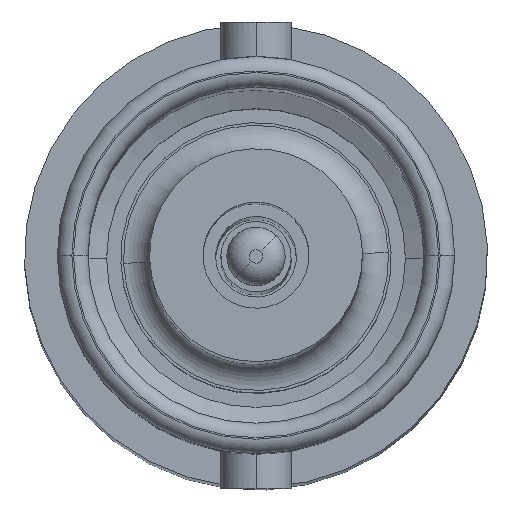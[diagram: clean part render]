
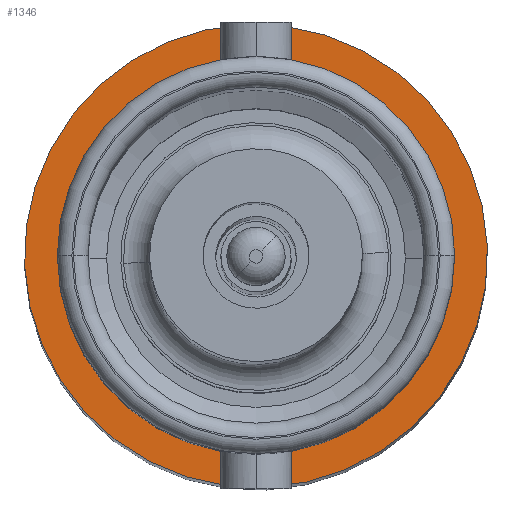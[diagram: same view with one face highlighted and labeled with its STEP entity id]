
A CAD part, top view. The second image highlights one B-rep face of the part: STEP entity #1346.
In plain terms, the highlighted planar face has unit normal (0, 0, 1).
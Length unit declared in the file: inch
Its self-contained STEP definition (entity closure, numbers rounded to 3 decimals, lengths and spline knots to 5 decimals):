
#104 = ORIENTED_EDGE ( 'NONE', *, *, #662, .T. ) ;
#106 = ORIENTED_EDGE ( 'NONE', *, *, #687, .T. ) ;
#218 = DIRECTION ( 'NONE',  ( 1., 0., 0. ) ) ;
#220 = DIRECTION ( 'NONE',  ( 0., 0., 1. ) ) ;
#221 = CARTESIAN_POINT ( 'NONE',  ( 0., 0., 1.74 ) ) ;
#559 = CARTESIAN_POINT ( 'NONE',  ( 0., 0., 1.74 ) ) ;
#560 = DIRECTION ( 'NONE',  ( 0., 0., 1. ) ) ;
#561 = DIRECTION ( 'NONE',  ( 1., 0., 0. ) ) ;
#633 = EDGE_CURVE ( 'NONE', #1550, #1448, #1831, .T. ) ;
#662 = EDGE_CURVE ( 'NONE', #1447, #1476, #1857, .T. ) ;
#687 = EDGE_CURVE ( 'NONE', #1476, #1447, #2484, .T. ) ;
#858 = AXIS2_PLACEMENT_3D ( 'NONE', #559, #560, #561 ) ;
#860 = CIRCLE ( 'NONE', #858, 0.266 ) ;
#986 = FACE_BOUND ( 'NONE', #2164, .T. ) ;
#992 = FACE_OUTER_BOUND ( 'NONE', #2137, .T. ) ;
#1019 = CARTESIAN_POINT ( 'NONE',  ( -0.266, 0., 1.74 ) ) ;
#1059 = CARTESIAN_POINT ( 'NONE',  ( 0.266, 0., 1.74 ) ) ;
#1149 = DIRECTION ( 'NONE',  ( 1., 0., 0. ) ) ;
#1174 = CARTESIAN_POINT ( 'NONE',  ( 0.30734, -0.04054, 1.74 ) ) ;
#1185 = DIRECTION ( 'NONE',  ( 0., 0., 1. ) ) ;
#1189 = CARTESIAN_POINT ( 'NONE',  ( 0., 0., 1.74 ) ) ;
#1204 = PLANE ( 'NONE',  #2461 ) ;
#1212 = CARTESIAN_POINT ( 'NONE',  ( -0.30734, 0.04054, 1.74 ) ) ;
#1346 = ADVANCED_FACE ( 'NONE', ( #986, #992 ), #1204, .T. ) ;
#1447 = VERTEX_POINT ( 'NONE', #1212 ) ;
#1448 = VERTEX_POINT ( 'NONE', #1059 ) ;
#1476 = VERTEX_POINT ( 'NONE', #1174 ) ;
#1550 = VERTEX_POINT ( 'NONE', #1019 ) ;
#1831 = CIRCLE ( 'NONE', #1863, 0.266 ) ;
#1857 = CIRCLE ( 'NONE', #2520, 0.31 ) ;
#1863 = AXIS2_PLACEMENT_3D ( 'NONE', #2344, #2343, #2342 ) ;
#1969 = EDGE_CURVE ( 'NONE', #1448, #1550, #860, .T. ) ;
#2008 = DIRECTION ( 'NONE',  ( 1., 0., 0. ) ) ;
#2009 = DIRECTION ( 'NONE',  ( 0., 0., 1. ) ) ;
#2010 = CARTESIAN_POINT ( 'NONE',  ( 0., 0., 1.74 ) ) ;
#2036 = ORIENTED_EDGE ( 'NONE', *, *, #1969, .F. ) ;
#2053 = ORIENTED_EDGE ( 'NONE', *, *, #633, .F. ) ;
#2137 = EDGE_LOOP ( 'NONE', ( #104, #106 ) ) ;
#2164 = EDGE_LOOP ( 'NONE', ( #2036, #2053 ) ) ;
#2342 = DIRECTION ( 'NONE',  ( 1., 0., 0. ) ) ;
#2343 = DIRECTION ( 'NONE',  ( 0., 0., 1. ) ) ;
#2344 = CARTESIAN_POINT ( 'NONE',  ( 0., 0., 1.74 ) ) ;
#2433 = AXIS2_PLACEMENT_3D ( 'NONE', #2010, #2009, #2008 ) ;
#2461 = AXIS2_PLACEMENT_3D ( 'NONE', #1189, #1185, #1149 ) ;
#2484 = CIRCLE ( 'NONE', #2433, 0.31 ) ;
#2520 = AXIS2_PLACEMENT_3D ( 'NONE', #221, #220, #218 ) ;
